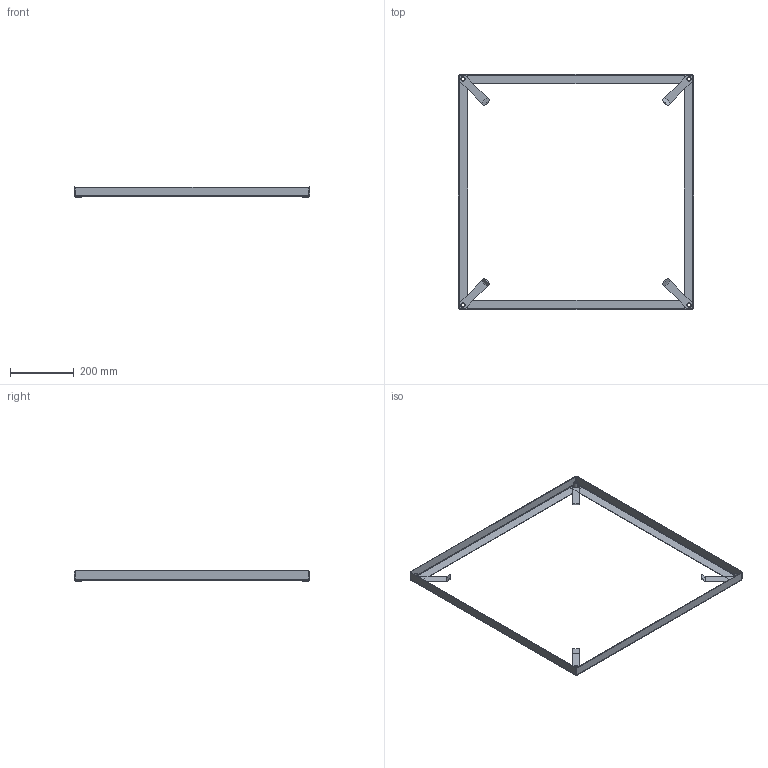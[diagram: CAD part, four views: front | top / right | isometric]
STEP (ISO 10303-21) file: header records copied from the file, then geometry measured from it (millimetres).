
FILE_DESCRIPTION (( 'STEP AP203' ), '1' );
FILE_NAME ('1CB5500_CB 50-56.STEP', '2022-02-21T08:36:40', ( '' ), ( '' ), 'SwSTEP 2.0', 'SolidWorks 2018', '' );
FILE_SCHEMA (( 'CONFIG_CONTROL_DESIGN' ));
Length unit declared in the file: millimetre
Products named in the file (4): 1CB5500_CB 50-56; I291; 5RI1052; C558
Assembly tree (12 placements, depth 2):
  1CB5500_CB 50-56
    I291  x4
    C558  x4
    5RI1052  x4
Bounding box: 740 x 740 x 33.5 mm (x, y, z)
Volume: 274743.7 mm3; surface area: 378645.1 mm2
Topology: 12 solids, 12 shells, 236 faces, 552 edges, 344 vertices
Faces by surface type: plane 116, cylinder 112, cone 8
Entity records: 2404 total; most frequent: DIRECTION 344, CARTESIAN_POINT 298, ORIENTED_EDGE 276, EDGE_CURVE 138, AXIS2_PLACEMENT_3D 132, VERTEX_POINT 86, LINE 80, VECTOR 80
